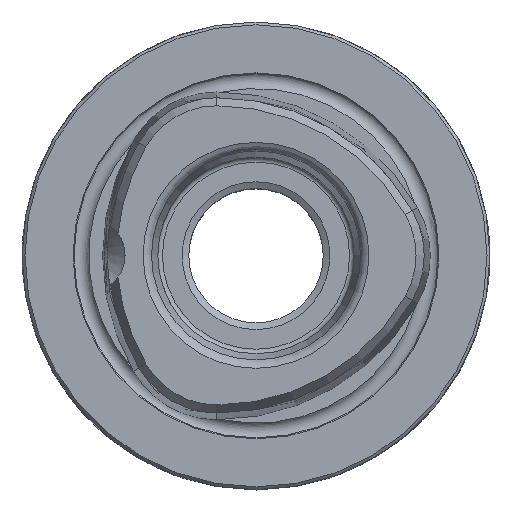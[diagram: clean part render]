
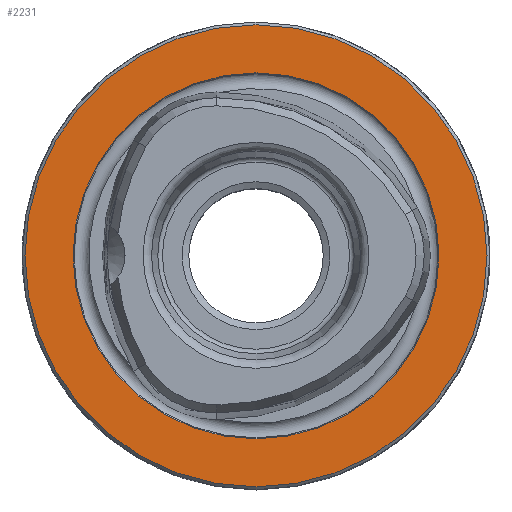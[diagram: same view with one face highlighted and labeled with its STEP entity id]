
A CAD part, top view. The second image highlights one B-rep face of the part: STEP entity #2231.
In plain terms, the highlighted planar face has unit normal (0, 0, 1).
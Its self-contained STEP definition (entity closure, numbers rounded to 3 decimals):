
#187=PLANE('',#2397);
#377=ORIENTED_EDGE('',*,*,#656,.T.);
#378=ORIENTED_EDGE('',*,*,#713,.F.);
#656=EDGE_CURVE('',#842,#842,#977,.T.);
#713=EDGE_CURVE('',#884,#884,#984,.T.);
#842=VERTEX_POINT('',#3102);
#884=VERTEX_POINT('',#3313);
#977=CIRCLE('',#2357,24.7);
#984=CIRCLE('',#2398,19.564);
#1110=EDGE_LOOP('',(#377));
#1111=EDGE_LOOP('',(#378));
#1279=FACE_BOUND('',#1110,.T.);
#1280=FACE_BOUND('',#1111,.T.);
#2231=ADVANCED_FACE('',(#1279,#1280),#187,.T.);
#2357=AXIS2_PLACEMENT_3D('',#3101,#2638,#2639);
#2397=AXIS2_PLACEMENT_3D('',#3311,#2742,#2743);
#2398=AXIS2_PLACEMENT_3D('',#3312,#2744,#2745);
#2638=DIRECTION('',(0.,0.,1.));
#2639=DIRECTION('',(1.,0.,0.));
#2742=DIRECTION('',(0.,0.,1.));
#2743=DIRECTION('',(1.,0.,0.));
#2744=DIRECTION('',(0.,0.,1.));
#2745=DIRECTION('',(1.,0.,0.));
#3101=CARTESIAN_POINT('',(0.,0.,0.));
#3102=CARTESIAN_POINT('',(24.7,0.,0.));
#3311=CARTESIAN_POINT('',(19.4,0.,0.));
#3312=CARTESIAN_POINT('',(0.,0.,0.));
#3313=CARTESIAN_POINT('',(19.564,0.,0.));
